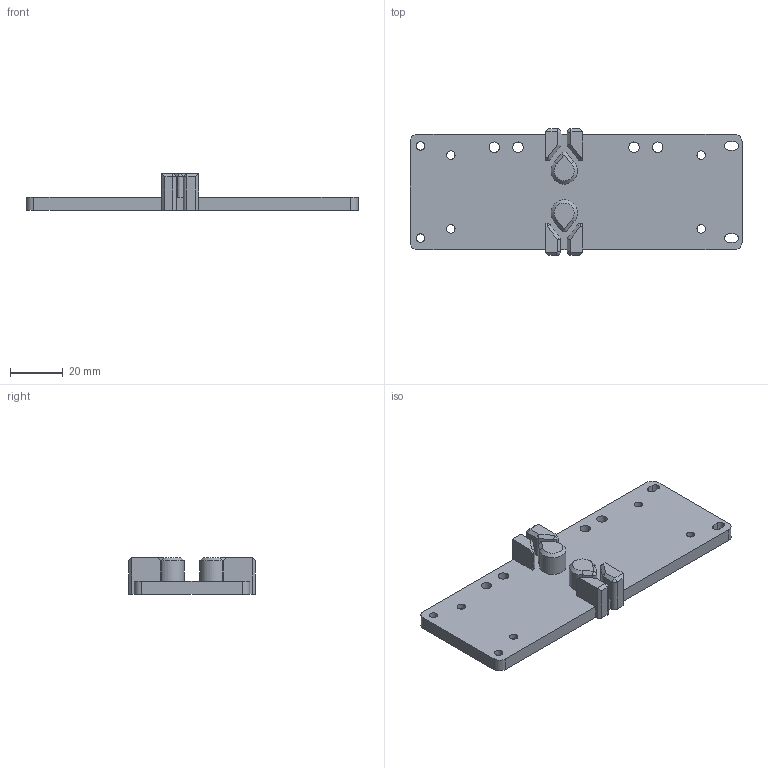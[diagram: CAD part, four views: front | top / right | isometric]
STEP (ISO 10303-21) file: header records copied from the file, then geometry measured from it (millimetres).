
FILE_DESCRIPTION(('FreeCAD Model'),'2;1');
FILE_NAME('Open CASCADE Shape Model','2021-12-25T12:13:06',('Author'),( ''),'Open CASCADE STEP processor 7.5','FreeCAD','Unknown');
FILE_SCHEMA(('AUTOMOTIVE_DESIGN { 1 0 10303 214 1 1 1 1 }'));
Length unit declared in the file: millimetre
Products named in the file (1): Fusion
Bounding box: 126 x 48 x 14 mm (x, y, z)
Volume: 30496.9 mm3; surface area: 15053.4 mm2
Topology: 1 solids, 1 shells, 156 faces, 416 edges, 270 vertices
Faces by surface type: plane 106, cylinder 34, cone 16
Full cylindrical faces by diameter (mm): 3.2 x6, 4 x4
Entity records: 10971 total; most frequent: CARTESIAN_POINT 2015, DIRECTION 1506, LINE 924, VECTOR 924, ORIENTED_EDGE 832, PCURVE 832, DEFINITIONAL_REPRESENTATION 832, EDGE_CURVE 416
